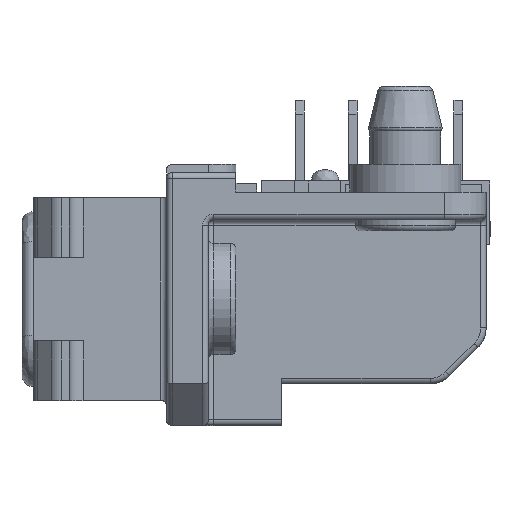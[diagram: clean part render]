
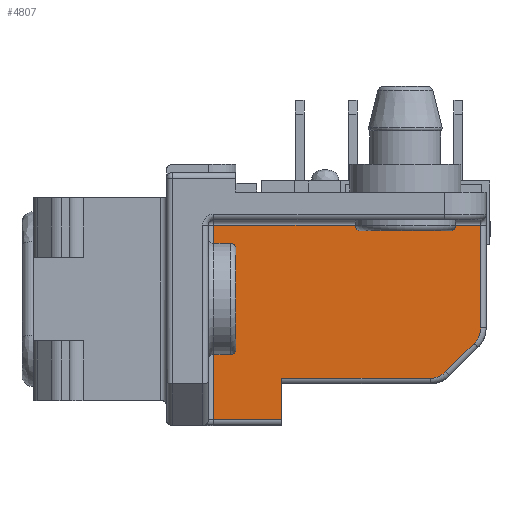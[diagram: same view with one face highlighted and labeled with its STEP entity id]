
A CAD part, left-side view. The second image highlights one B-rep face of the part: STEP entity #4807.
In plain terms, the highlighted planar face has unit normal (-1, 0, 0).
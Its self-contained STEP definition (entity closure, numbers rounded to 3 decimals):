
#117 = DIRECTION ( 'NONE',  ( 0., 0., 1. ) ) ;
#271 = VECTOR ( 'NONE', #117, 1000. ) ;
#405 = EDGE_CURVE ( 'NONE', #18605, #28797, #11481, .T. ) ;
#996 = CARTESIAN_POINT ( 'NONE',  ( -0.7, 9.486, 2.05 ) ) ;
#2907 = VECTOR ( 'NONE', #33209, 1000. ) ;
#3690 = CARTESIAN_POINT ( 'NONE',  ( -0.7, 9.486, 2.85 ) ) ;
#4807 = ADVANCED_FACE ( 'NONE', ( #31738 ), #47578, .F. ) ;
#5016 = DIRECTION ( 'NONE',  ( 1., 0., 0. ) ) ;
#5771 = VECTOR ( 'NONE', #58032, 1000. ) ;
#6169 = AXIS2_PLACEMENT_3D ( 'NONE', #47311, #5016, #68757 ) ;
#7249 = CARTESIAN_POINT ( 'NONE',  ( -0.7, 4.15, 4.35 ) ) ;
#7489 = ORIENTED_EDGE ( 'NONE', *, *, #16373, .F. ) ;
#8220 = LINE ( 'NONE', #68094, #46160 ) ;
#9231 = DIRECTION ( 'NONE',  ( 0., 0., -1. ) ) ;
#9375 = ORIENTED_EDGE ( 'NONE', *, *, #54653, .T. ) ;
#10149 = DIRECTION ( 'NONE',  ( 0., 1., 0. ) ) ;
#11481 = LINE ( 'NONE', #31373, #37129 ) ;
#13103 = ORIENTED_EDGE ( 'NONE', *, *, #25660, .T. ) ;
#15880 = DIRECTION ( 'NONE',  ( 1., 0., 0. ) ) ;
#16037 = ORIENTED_EDGE ( 'NONE', *, *, #44553, .T. ) ;
#16373 = EDGE_CURVE ( 'NONE', #61573, #36371, #20481, .T. ) ;
#16696 = EDGE_CURVE ( 'NONE', #19700, #54497, #24481, .T. ) ;
#17683 = CARTESIAN_POINT ( 'NONE',  ( -0.7, 1.7, 4.35 ) ) ;
#18605 = VERTEX_POINT ( 'NONE', #38418 ) ;
#19700 = VERTEX_POINT ( 'NONE', #28214 ) ;
#20481 = CIRCLE ( 'NONE', #63181, 0.8 ) ;
#20605 = CARTESIAN_POINT ( 'NONE',  ( -0.7, 11.066, 1.601 ) ) ;
#20844 = CIRCLE ( 'NONE', #6169, 0.8 ) ;
#21889 = ORIENTED_EDGE ( 'NONE', *, *, #405, .F. ) ;
#23348 = LINE ( 'NONE', #17683, #2907 ) ;
#24481 = LINE ( 'NONE', #68073, #49796 ) ;
#25660 = EDGE_CURVE ( 'NONE', #36487, #37353, #42754, .T. ) ;
#27126 = CARTESIAN_POINT ( 'NONE',  ( -0.7, 4.15, 2.85 ) ) ;
#28214 = CARTESIAN_POINT ( 'NONE',  ( -0.7, 11.3, 1.036 ) ) ;
#28779 = CARTESIAN_POINT ( 'NONE',  ( -0.7, 1.7, 4.35 ) ) ;
#28797 = VERTEX_POINT ( 'NONE', #7249 ) ;
#30924 = CARTESIAN_POINT ( 'NONE',  ( -0.7, 11.3, -2.65 ) ) ;
#31373 = CARTESIAN_POINT ( 'NONE',  ( -0.7, 4.15, 2.85 ) ) ;
#31380 = CARTESIAN_POINT ( 'NONE',  ( -0.7, 11.5, -2.85 ) ) ;
#31738 = FACE_OUTER_BOUND ( 'NONE', #61407, .T. ) ;
#31981 = CARTESIAN_POINT ( 'NONE',  ( -0.7, 11.3, -2.65 ) ) ;
#33209 = DIRECTION ( 'NONE',  ( 0., 1., 0. ) ) ;
#36371 = VERTEX_POINT ( 'NONE', #3690 ) ;
#36487 = VERTEX_POINT ( 'NONE', #57248 ) ;
#37129 = VECTOR ( 'NONE', #52511, 1000. ) ;
#37351 = DIRECTION ( 'NONE',  ( 0., 1., 0. ) ) ;
#37353 = VERTEX_POINT ( 'NONE', #28779 ) ;
#37475 = CARTESIAN_POINT ( 'NONE',  ( -0.7, 1.7, -2.65 ) ) ;
#38418 = CARTESIAN_POINT ( 'NONE',  ( -0.7, 4.15, 2.85 ) ) ;
#39229 = EDGE_CURVE ( 'NONE', #37353, #28797, #23348, .T. ) ;
#40217 = EDGE_CURVE ( 'NONE', #19700, #67627, #20844, .T. ) ;
#41504 = LINE ( 'NONE', #31981, #5771 ) ;
#42754 = LINE ( 'NONE', #37475, #271 ) ;
#42977 = LINE ( 'NONE', #27126, #69648 ) ;
#44039 = ORIENTED_EDGE ( 'NONE', *, *, #40217, .F. ) ;
#44553 = EDGE_CURVE ( 'NONE', #18605, #36371, #42977, .T. ) ;
#44688 = DIRECTION ( 'NONE',  ( 0., 0.707, 0.707 ) ) ;
#46160 = VECTOR ( 'NONE', #67753, 1000. ) ;
#47063 = EDGE_CURVE ( 'NONE', #67627, #61573, #8220, .T. ) ;
#47311 = CARTESIAN_POINT ( 'NONE',  ( -0.7, 10.5, 1.036 ) ) ;
#47578 = PLANE ( 'NONE',  #56941 ) ;
#49796 = VECTOR ( 'NONE', #9231, 1000. ) ;
#49817 = ORIENTED_EDGE ( 'NONE', *, *, #47063, .F. ) ;
#52511 = DIRECTION ( 'NONE',  ( 0., 0., 1. ) ) ;
#52542 = ORIENTED_EDGE ( 'NONE', *, *, #39229, .T. ) ;
#53289 = ORIENTED_EDGE ( 'NONE', *, *, #16696, .T. ) ;
#54497 = VERTEX_POINT ( 'NONE', #30924 ) ;
#54653 = EDGE_CURVE ( 'NONE', #54497, #36487, #41504, .T. ) ;
#56941 = AXIS2_PLACEMENT_3D ( 'NONE', #31380, #63747, #37351 ) ;
#57248 = CARTESIAN_POINT ( 'NONE',  ( -0.7, 1.7, -2.65 ) ) ;
#58032 = DIRECTION ( 'NONE',  ( 0., -1., 0. ) ) ;
#61407 = EDGE_LOOP ( 'NONE', ( #52542, #21889, #16037, #7489, #49817, #44039, #53289, #9375, #13103 ) ) ;
#61573 = VERTEX_POINT ( 'NONE', #64211 ) ;
#63181 = AXIS2_PLACEMENT_3D ( 'NONE', #996, #15880, #44688 ) ;
#63747 = DIRECTION ( 'NONE',  ( 1., 0., 0. ) ) ;
#64211 = CARTESIAN_POINT ( 'NONE',  ( -0.7, 10.051, 2.616 ) ) ;
#67627 = VERTEX_POINT ( 'NONE', #20605 ) ;
#67753 = DIRECTION ( 'NONE',  ( 0., -0.707, 0.707 ) ) ;
#68073 = CARTESIAN_POINT ( 'NONE',  ( -0.7, 11.3, 1.036 ) ) ;
#68094 = CARTESIAN_POINT ( 'NONE',  ( -0.7, 11.066, 1.601 ) ) ;
#68757 = DIRECTION ( 'NONE',  ( 0., 1., 0. ) ) ;
#69648 = VECTOR ( 'NONE', #10149, 1000. ) ;
